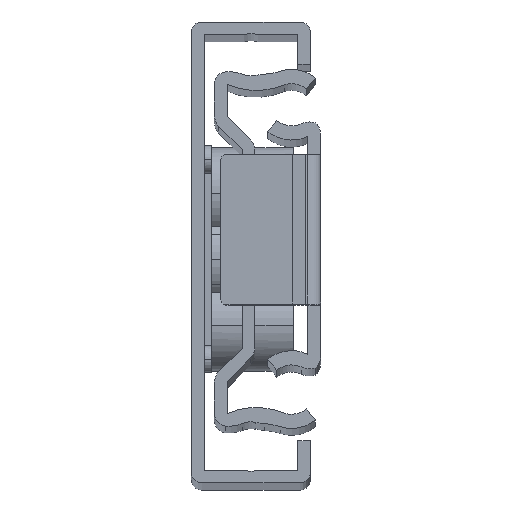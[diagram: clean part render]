
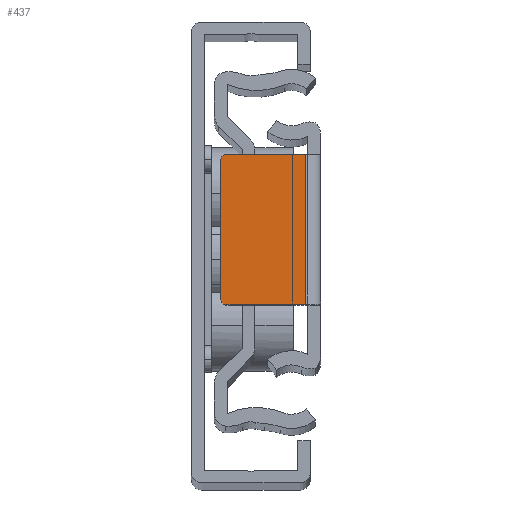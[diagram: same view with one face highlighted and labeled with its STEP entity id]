
A CAD part, top view. The second image highlights one B-rep face of the part: STEP entity #437.
In plain terms, the highlighted planar face has unit normal (0, 0, 1).
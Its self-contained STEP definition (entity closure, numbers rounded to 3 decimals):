
#437 = ADVANCED_FACE ( 'NONE', ( #5623 ), #6244, .T. ) ;
#1203 = ORIENTED_EDGE ( 'NONE', *, *, #1411, .T. ) ;
#1204 = ORIENTED_EDGE ( 'NONE', *, *, #1380, .F. ) ;
#1205 = ORIENTED_EDGE ( 'NONE', *, *, #1384, .T. ) ;
#1206 = ORIENTED_EDGE ( 'NONE', *, *, #1383, .T. ) ;
#1207 = ORIENTED_EDGE ( 'NONE', *, *, #1416, .F. ) ;
#1208 = ORIENTED_EDGE ( 'NONE', *, *, #1415, .F. ) ;
#1380 = EDGE_CURVE ( 'NONE', #11827, #11837, #9972, .T. ) ;
#1383 = EDGE_CURVE ( 'NONE', #11883, #11888, #9978, .T. ) ;
#1384 = EDGE_CURVE ( 'NONE', #11827, #11883, #9977, .T. ) ;
#1411 = EDGE_CURVE ( 'NONE', #11787, #11837, #10019, .T. ) ;
#1415 = EDGE_CURVE ( 'NONE', #11787, #11761, #10025, .T. ) ;
#1416 = EDGE_CURVE ( 'NONE', #11761, #11888, #10027, .T. ) ;
#2437 = EDGE_LOOP ( 'NONE', ( #1203, #1204, #1205, #1206, #1207, #1208 ) ) ;
#5005 = AXIS2_PLACEMENT_3D ( 'NONE', #6186, #6256, #6257 ) ;
#5623 = FACE_OUTER_BOUND ( 'NONE', #2437, .T. ) ;
#6186 = CARTESIAN_POINT ( 'NONE',  ( 2.9, 8.938, 397. ) ) ;
#6244 = PLANE ( 'NONE',  #5005 ) ;
#6256 = DIRECTION ( 'NONE',  ( 0., 0., 1. ) ) ;
#6257 = DIRECTION ( 'NONE',  ( 1., 0., 0. ) ) ;
#7799 = AXIS2_PLACEMENT_3D ( 'NONE', #9173, #9174, #9175 ) ;
#7801 = AXIS2_PLACEMENT_3D ( 'NONE', #9180, #9181, #9182 ) ;
#9173 = CARTESIAN_POINT ( 'NONE',  ( 3.4, 8.438, 397. ) ) ;
#9174 = DIRECTION ( 'NONE',  ( 0., 0., -1. ) ) ;
#9175 = DIRECTION ( 'NONE',  ( 1., 0., 0. ) ) ;
#9178 = CARTESIAN_POINT ( 'NONE',  ( 2.9, 8.938, 397. ) ) ;
#9180 = CARTESIAN_POINT ( 'NONE',  ( 3.4, -5.362, 397. ) ) ;
#9181 = DIRECTION ( 'NONE',  ( 0., 0., 1. ) ) ;
#9182 = DIRECTION ( 'NONE',  ( -1., 0., 0. ) ) ;
#9184 = DIRECTION ( 'NONE',  ( 0., -1., 0. ) ) ;
#9244 = CARTESIAN_POINT ( 'NONE',  ( 2.9, 8.938, 397. ) ) ;
#9247 = CARTESIAN_POINT ( 'NONE',  ( 11.2, -10.909, 397. ) ) ;
#9251 = DIRECTION ( 'NONE',  ( -1., 0., 0. ) ) ;
#9259 = DIRECTION ( 'NONE',  ( 0., -1., 0. ) ) ;
#9260 = CARTESIAN_POINT ( 'NONE',  ( 2.9, -5.862, 397. ) ) ;
#9261 = DIRECTION ( 'NONE',  ( -1., 0., 0. ) ) ;
#9972 = CIRCLE ( 'NONE', #7799, 0.5 ) ;
#9974 = VECTOR ( 'NONE', #9184, 1000. ) ;
#9977 = LINE ( 'NONE', #9178, #9974 ) ;
#9978 = CIRCLE ( 'NONE', #7801, 0.5 ) ;
#10015 = VECTOR ( 'NONE', #9251, 1000. ) ;
#10016 = VECTOR ( 'NONE', #9259, 1000. ) ;
#10019 = LINE ( 'NONE', #9244, #10015 ) ;
#10025 = LINE ( 'NONE', #9247, #10016 ) ;
#10027 = LINE ( 'NONE', #9260, #10028 ) ;
#10028 = VECTOR ( 'NONE', #9261, 1000. ) ;
#10757 = CARTESIAN_POINT ( 'NONE',  ( 11.2, -5.862, 397. ) ) ;
#10783 = CARTESIAN_POINT ( 'NONE',  ( 11.2, 8.938, 397. ) ) ;
#10823 = CARTESIAN_POINT ( 'NONE',  ( 2.9, 8.438, 397. ) ) ;
#10833 = CARTESIAN_POINT ( 'NONE',  ( 3.4, 8.938, 397. ) ) ;
#10879 = CARTESIAN_POINT ( 'NONE',  ( 2.9, -5.362, 397. ) ) ;
#10884 = CARTESIAN_POINT ( 'NONE',  ( 3.4, -5.862, 397. ) ) ;
#11761 = VERTEX_POINT ( 'NONE', #10757 ) ;
#11787 = VERTEX_POINT ( 'NONE', #10783 ) ;
#11827 = VERTEX_POINT ( 'NONE', #10823 ) ;
#11837 = VERTEX_POINT ( 'NONE', #10833 ) ;
#11883 = VERTEX_POINT ( 'NONE', #10879 ) ;
#11888 = VERTEX_POINT ( 'NONE', #10884 ) ;
